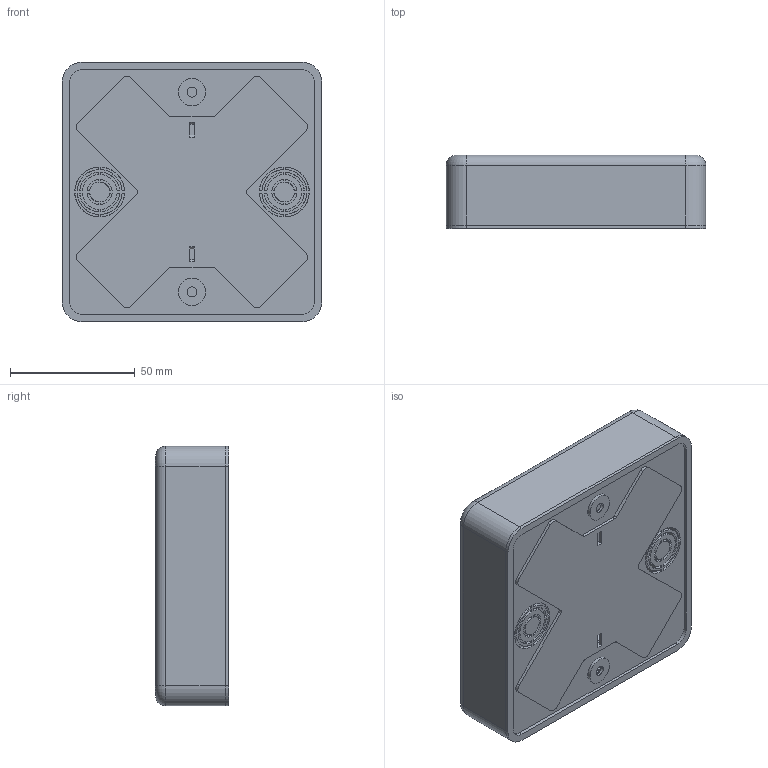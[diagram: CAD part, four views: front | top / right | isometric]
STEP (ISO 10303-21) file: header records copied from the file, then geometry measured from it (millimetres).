
FILE_DESCRIPTION (( 'STEP AP214' ), '1' );
FILE_NAME ('UKO10-100-100-029-K24-E.STEP', '2021-12-15T08:23:48', ( '' ), ( '' ), 'SwSTEP 2.0', 'SolidWorks 2021', '' );
FILE_SCHEMA (( 'AUTOMOTIVE_DESIGN' ));
Length unit declared in the file: millimetre
Products named in the file (1): UKO10-100-100-029-K24-E
Bounding box: 104 x 29.25 x 104 mm (x, y, z)
Volume: 51188.6 mm3; surface area: 70062.9 mm2
Topology: 2 solids, 2 shells, 556 faces, 1552 edges, 1020 vertices
Faces by surface type: plane 372, cylinder 128, bspline 32, torus 24
Entity records: 19165 total; most frequent: CARTESIAN_POINT 4655, ORIENTED_EDGE 3104, DIRECTION 2854, EDGE_CURVE 1552, VECTOR 1140, LINE 1140, VERTEX_POINT 1020, AXIS2_PLACEMENT_3D 857
